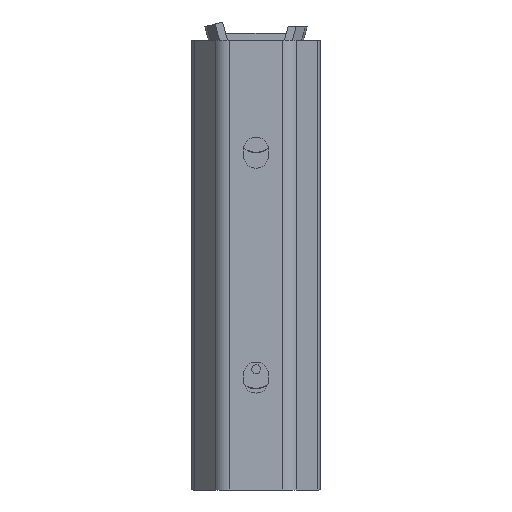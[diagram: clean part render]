
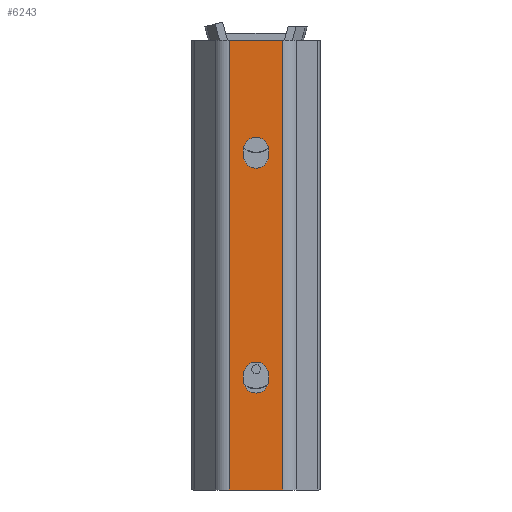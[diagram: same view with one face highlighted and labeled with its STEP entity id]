
A CAD part, front view. The second image highlights one B-rep face of the part: STEP entity #6243.
In plain terms, the highlighted face is planar.
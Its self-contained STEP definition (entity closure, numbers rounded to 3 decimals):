
#325 = CIRCLE ( 'NONE', #7378, 4.5 ) ;
#330 = LINE ( 'NONE', #5112, #339 ) ;
#339 = VECTOR ( 'NONE', #5113, 1000. ) ;
#349 = VECTOR ( 'NONE', #5151, 1000. ) ;
#365 = CIRCLE ( 'NONE', #7392, 4.5 ) ;
#366 = LINE ( 'NONE', #5144, #349 ) ;
#425 = FACE_OUTER_BOUND ( 'NONE', #4713, .T. ) ;
#429 = FACE_BOUND ( 'NONE', #4707, .T. ) ;
#431 = FACE_BOUND ( 'NONE', #4712, .T. ) ;
#1106 = CARTESIAN_POINT ( 'NONE',  ( 0., -4.5, -39. ) ) ;
#1110 = DIRECTION ( 'NONE',  ( 0., 0., -1. ) ) ;
#1144 = CARTESIAN_POINT ( 'NONE',  ( 0., -9.462, -160. ) ) ;
#1145 = DIRECTION ( 'NONE',  ( 0., 0., 1. ) ) ;
#1151 = CARTESIAN_POINT ( 'NONE',  ( 0., 9.462, -160. ) ) ;
#1152 = DIRECTION ( 'NONE',  ( 0., 0., 1. ) ) ;
#1165 = CARTESIAN_POINT ( 'NONE',  ( 0., -9.462, -160. ) ) ;
#1166 = DIRECTION ( 'NONE',  ( 0., -1., 0. ) ) ;
#1202 = CARTESIAN_POINT ( 'NONE',  ( 0., 0., -119. ) ) ;
#1203 = CARTESIAN_POINT ( 'NONE',  ( 0., 4.5, -119. ) ) ;
#1209 = DIRECTION ( 'NONE',  ( 1., 0., 0. ) ) ;
#1210 = DIRECTION ( 'NONE',  ( 0., 0., -1. ) ) ;
#1211 = CARTESIAN_POINT ( 'NONE',  ( 0., 0., -121. ) ) ;
#1212 = DIRECTION ( 'NONE',  ( 0., 0., 1. ) ) ;
#1214 = DIRECTION ( 'NONE',  ( 1., 0., 0. ) ) ;
#1215 = DIRECTION ( 'NONE',  ( 0., 0., -1. ) ) ;
#1216 = CARTESIAN_POINT ( 'NONE',  ( 0., -4.5, -119. ) ) ;
#1217 = DIRECTION ( 'NONE',  ( 0., 0., -1. ) ) ;
#2127 = AXIS2_PLACEMENT_3D ( 'NONE', #1211, #1214, #1215 ) ;
#2129 = AXIS2_PLACEMENT_3D ( 'NONE', #1202, #1209, #1210 ) ;
#2319 = LINE ( 'NONE', #1151, #2337 ) ;
#2323 = LINE ( 'NONE', #1106, #2327 ) ;
#2327 = VECTOR ( 'NONE', #1110, 1000. ) ;
#2337 = VECTOR ( 'NONE', #1152, 1000. ) ;
#2339 = LINE ( 'NONE', #1144, #2345 ) ;
#2345 = VECTOR ( 'NONE', #1145, 1000. ) ;
#2351 = LINE ( 'NONE', #1165, #2355 ) ;
#2355 = VECTOR ( 'NONE', #1166, 1000. ) ;
#2368 = VECTOR ( 'NONE', #1212, 1000. ) ;
#2375 = VECTOR ( 'NONE', #1217, 1000. ) ;
#2377 = LINE ( 'NONE', #1216, #2375 ) ;
#2378 = LINE ( 'NONE', #1203, #2368 ) ;
#2379 = CIRCLE ( 'NONE', #2129, 4.5 ) ;
#2382 = CIRCLE ( 'NONE', #2127, 4.5 ) ;
#3673 = CARTESIAN_POINT ( 'NONE',  ( 0., 4.5, -39. ) ) ;
#3679 = CARTESIAN_POINT ( 'NONE',  ( 0., -4.5, -41. ) ) ;
#3703 = CARTESIAN_POINT ( 'NONE',  ( 0., -4.5, -119. ) ) ;
#3740 = CARTESIAN_POINT ( 'NONE',  ( 0., 4.5, -119. ) ) ;
#3743 = CARTESIAN_POINT ( 'NONE',  ( 0., -4.5, -39. ) ) ;
#3751 = CARTESIAN_POINT ( 'NONE',  ( 0., 9.462, 0. ) ) ;
#3756 = CARTESIAN_POINT ( 'NONE',  ( 0., 9.462, -160. ) ) ;
#3791 = CARTESIAN_POINT ( 'NONE',  ( 0., 4.5, -121. ) ) ;
#3794 = CARTESIAN_POINT ( 'NONE',  ( 0., -4.5, -121. ) ) ;
#3799 = CARTESIAN_POINT ( 'NONE',  ( 0., -9.462, -160. ) ) ;
#3828 = CARTESIAN_POINT ( 'NONE',  ( 0., 4.5, -41. ) ) ;
#3840 = CARTESIAN_POINT ( 'NONE',  ( 0., -9.462, 0. ) ) ;
#4094 = VERTEX_POINT ( 'NONE', #3794 ) ;
#4119 = VERTEX_POINT ( 'NONE', #3756 ) ;
#4128 = VERTEX_POINT ( 'NONE', #3791 ) ;
#4161 = VERTEX_POINT ( 'NONE', #3828 ) ;
#4165 = VERTEX_POINT ( 'NONE', #3751 ) ;
#4181 = VERTEX_POINT ( 'NONE', #3743 ) ;
#4187 = VERTEX_POINT ( 'NONE', #3740 ) ;
#4212 = VERTEX_POINT ( 'NONE', #3673 ) ;
#4227 = VERTEX_POINT ( 'NONE', #3799 ) ;
#4240 = VERTEX_POINT ( 'NONE', #3840 ) ;
#4251 = VERTEX_POINT ( 'NONE', #3679 ) ;
#4269 = VERTEX_POINT ( 'NONE', #3703 ) ;
#4466 = ORIENTED_EDGE ( 'NONE', *, *, #7052, .T. ) ;
#4468 = ORIENTED_EDGE ( 'NONE', *, *, #6190, .F. ) ;
#4469 = ORIENTED_EDGE ( 'NONE', *, *, #6173, .T. ) ;
#4470 = ORIENTED_EDGE ( 'NONE', *, *, #7068, .F. ) ;
#4471 = ORIENTED_EDGE ( 'NONE', *, *, #7073, .T. ) ;
#4472 = ORIENTED_EDGE ( 'NONE', *, *, #7090, .T. ) ;
#4473 = ORIENTED_EDGE ( 'NONE', *, *, #7065, .T. ) ;
#4474 = ORIENTED_EDGE ( 'NONE', *, *, #7089, .T. ) ;
#4475 = ORIENTED_EDGE ( 'NONE', *, *, #6205, .T. ) ;
#4478 = ORIENTED_EDGE ( 'NONE', *, *, #6203, .T. ) ;
#4523 = ORIENTED_EDGE ( 'NONE', *, *, #7091, .T. ) ;
#4530 = ORIENTED_EDGE ( 'NONE', *, *, #7092, .T. ) ;
#4707 = EDGE_LOOP ( 'NONE', ( #4475, #4478, #4466, #4469 ) ) ;
#4712 = EDGE_LOOP ( 'NONE', ( #4472, #4474, #4530, #4523 ) ) ;
#4713 = EDGE_LOOP ( 'NONE', ( #4468, #4470, #4471, #4473 ) ) ;
#5051 = CARTESIAN_POINT ( 'NONE',  ( 0., 0., -41. ) ) ;
#5063 = DIRECTION ( 'NONE',  ( 1., 0., 0. ) ) ;
#5064 = DIRECTION ( 'NONE',  ( 0., 0., -1. ) ) ;
#5112 = CARTESIAN_POINT ( 'NONE',  ( 0., -9.462, 0. ) ) ;
#5113 = DIRECTION ( 'NONE',  ( 0., -1., 0. ) ) ;
#5132 = CARTESIAN_POINT ( 'NONE',  ( 0., 0., -39. ) ) ;
#5144 = CARTESIAN_POINT ( 'NONE',  ( 0., 4.5, -39. ) ) ;
#5145 = DIRECTION ( 'NONE',  ( 1., 0., 0. ) ) ;
#5146 = DIRECTION ( 'NONE',  ( 0., 0., -1. ) ) ;
#5151 = DIRECTION ( 'NONE',  ( 0., 0., 1. ) ) ;
#5407 = PLANE ( 'NONE',  #7421 ) ;
#5408 = CARTESIAN_POINT ( 'NONE',  ( 0., -9.462, -160. ) ) ;
#5409 = DIRECTION ( 'NONE',  ( -1., 0., 0. ) ) ;
#5410 = DIRECTION ( 'NONE',  ( 0., -1., 0. ) ) ;
#6173 = EDGE_CURVE ( 'NONE', #4251, #4161, #325, .T. ) ;
#6190 = EDGE_CURVE ( 'NONE', #4165, #4240, #330, .T. ) ;
#6203 = EDGE_CURVE ( 'NONE', #4212, #4181, #365, .T. ) ;
#6205 = EDGE_CURVE ( 'NONE', #4161, #4212, #366, .T. ) ;
#6243 = ADVANCED_FACE ( 'NONE', ( #429, #425, #431 ), #5407, .T. ) ;
#7052 = EDGE_CURVE ( 'NONE', #4181, #4251, #2323, .T. ) ;
#7065 = EDGE_CURVE ( 'NONE', #4227, #4240, #2339, .T. ) ;
#7068 = EDGE_CURVE ( 'NONE', #4119, #4165, #2319, .T. ) ;
#7073 = EDGE_CURVE ( 'NONE', #4119, #4227, #2351, .T. ) ;
#7089 = EDGE_CURVE ( 'NONE', #4187, #4269, #2379, .T. ) ;
#7090 = EDGE_CURVE ( 'NONE', #4128, #4187, #2378, .T. ) ;
#7091 = EDGE_CURVE ( 'NONE', #4094, #4128, #2382, .T. ) ;
#7092 = EDGE_CURVE ( 'NONE', #4269, #4094, #2377, .T. ) ;
#7378 = AXIS2_PLACEMENT_3D ( 'NONE', #5051, #5063, #5064 ) ;
#7392 = AXIS2_PLACEMENT_3D ( 'NONE', #5132, #5145, #5146 ) ;
#7421 = AXIS2_PLACEMENT_3D ( 'NONE', #5408, #5409, #5410 ) ;
